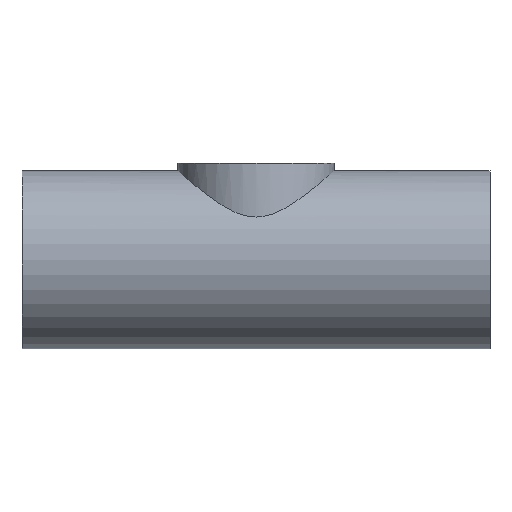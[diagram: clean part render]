
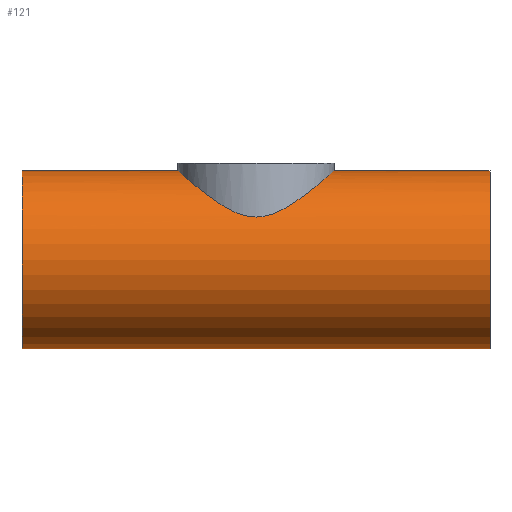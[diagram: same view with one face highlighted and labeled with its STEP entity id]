
A CAD part, front view. The second image highlights one B-rep face of the part: STEP entity #121.
In plain terms, the highlighted cylindrical face has radius 50.8 mm (diameter 101.6 mm), a full revolution.
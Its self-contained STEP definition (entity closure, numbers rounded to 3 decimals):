
#21=FACE_BOUND('',#39,.T.);
#28=FACE_OUTER_BOUND('',#38,.T.);
#38=EDGE_LOOP('',(#104,#105,#106,#107));
#39=EDGE_LOOP('',(#108,#109));
#46=CIRCLE('',#152,50.8);
#47=CIRCLE('',#154,50.8);
#51=LINE('',#350,#55);
#55=VECTOR('',#185,50.8);
#58=B_SPLINE_CURVE_WITH_KNOTS('',3,(#275,#276,#277,#278,#279,#280,#281,
#282,#283,#284,#285,#286,#287,#288,#289,#290,#291,#292),.UNSPECIFIED.,.F.,
 .F.,(4,2,2,2,2,2,2,2,4),(0.,0.953,1.906,2.859,
3.812,4.709,5.606,6.503,7.4),
 .UNSPECIFIED.);
#59=B_SPLINE_CURVE_WITH_KNOTS('',3,(#293,#294,#295,#296,#297,#298,#299,
#300,#301,#302,#303,#304,#305,#306,#307,#308,#309,#310,#311,#312,#313,#314,
#315,#316,#317,#318,#319,#320,#321,#322,#323,#324,#325,#326,#327,#328,#329,
#330,#331,#332,#333,#334,#335,#336,#337,#338,#339,#340,#341,#342),
 .UNSPECIFIED.,.F.,.F.,(4,2,2,2,2,2,2,2,2,2,2,2,2,2,2,2,2,2,2,2,2,2,2,2,
4),(7.4,8.297,9.194,10.091,
10.989,11.942,12.895,13.847,14.8,
15.753,16.706,17.659,18.612,19.509,
20.406,21.304,22.201,23.098,23.995,
24.892,25.789,26.742,27.695,28.648,
29.601),.UNSPECIFIED.);
#66=VERTEX_POINT('',#272);
#67=VERTEX_POINT('',#274);
#68=VERTEX_POINT('',#345);
#69=VERTEX_POINT('',#348);
#79=EDGE_CURVE('',#67,#66,#58,.T.);
#80=EDGE_CURVE('',#66,#67,#59,.T.);
#81=EDGE_CURVE('',#68,#68,#46,.T.);
#82=EDGE_CURVE('',#69,#69,#47,.T.);
#83=EDGE_CURVE('',#69,#68,#51,.T.);
#104=ORIENTED_EDGE('',*,*,#82,.F.);
#105=ORIENTED_EDGE('',*,*,#83,.T.);
#106=ORIENTED_EDGE('',*,*,#81,.F.);
#107=ORIENTED_EDGE('',*,*,#83,.F.);
#108=ORIENTED_EDGE('',*,*,#79,.T.);
#109=ORIENTED_EDGE('',*,*,#80,.T.);
#115=CYLINDRICAL_SURFACE('',#153,50.8);
#121=ADVANCED_FACE('',(#28,#21),#115,.T.);
#152=AXIS2_PLACEMENT_3D('',#346,#179,#180);
#153=AXIS2_PLACEMENT_3D('',#347,#181,#182);
#154=AXIS2_PLACEMENT_3D('',#349,#183,#184);
#179=DIRECTION('center_axis',(-1.,0.,0.));
#180=DIRECTION('ref_axis',(0.,1.,0.));
#181=DIRECTION('center_axis',(1.,0.,0.));
#182=DIRECTION('ref_axis',(0.,1.,0.));
#183=DIRECTION('center_axis',(1.,0.,0.));
#184=DIRECTION('ref_axis',(0.,1.,0.));
#185=DIRECTION('',(-1.,0.,0.));
#272=CARTESIAN_POINT('',(-44.55,0.,50.8));
#274=CARTESIAN_POINT('',(0.,-44.55,24.412));
#275=CARTESIAN_POINT('Ctrl Pts',(0.,-44.55,24.412));
#276=CARTESIAN_POINT('Ctrl Pts',(-3.177,-44.55,24.412));
#277=CARTESIAN_POINT('Ctrl Pts',(-6.211,-44.215,25.042));
#278=CARTESIAN_POINT('Ctrl Pts',(-12.024,-42.999,27.076));
#279=CARTESIAN_POINT('Ctrl Pts',(-14.805,-42.117,28.469));
#280=CARTESIAN_POINT('Ctrl Pts',(-20.117,-39.854,31.559));
#281=CARTESIAN_POINT('Ctrl Pts',(-22.644,-38.472,33.256));
#282=CARTESIAN_POINT('Ctrl Pts',(-27.357,-35.276,36.628));
#283=CARTESIAN_POINT('Ctrl Pts',(-29.541,-33.462,38.304));
#284=CARTESIAN_POINT('Ctrl Pts',(-33.347,-29.656,41.312));
#285=CARTESIAN_POINT('Ctrl Pts',(-35.127,-27.547,42.767));
#286=CARTESIAN_POINT('Ctrl Pts',(-38.334,-22.874,45.439));
#287=CARTESIAN_POINT('Ctrl Pts',(-39.763,-20.308,46.655));
#288=CARTESIAN_POINT('Ctrl Pts',(-42.105,-14.854,48.667));
#289=CARTESIAN_POINT('Ctrl Pts',(-43.022,-11.959,49.464));
#290=CARTESIAN_POINT('Ctrl Pts',(-44.244,-6.027,50.531));
#291=CARTESIAN_POINT('Ctrl Pts',(-44.55,-2.99,50.8));
#292=CARTESIAN_POINT('Ctrl Pts',(-44.55,0.,50.8));
#293=CARTESIAN_POINT('Ctrl Pts',(-44.55,0.,50.8));
#294=CARTESIAN_POINT('Ctrl Pts',(-44.55,2.99,50.8));
#295=CARTESIAN_POINT('Ctrl Pts',(-44.244,6.027,50.531));
#296=CARTESIAN_POINT('Ctrl Pts',(-43.022,11.959,49.464));
#297=CARTESIAN_POINT('Ctrl Pts',(-42.105,14.854,48.667));
#298=CARTESIAN_POINT('Ctrl Pts',(-39.763,20.308,46.655));
#299=CARTESIAN_POINT('Ctrl Pts',(-38.334,22.874,45.439));
#300=CARTESIAN_POINT('Ctrl Pts',(-35.127,27.547,42.767));
#301=CARTESIAN_POINT('Ctrl Pts',(-33.347,29.656,41.312));
#302=CARTESIAN_POINT('Ctrl Pts',(-29.541,33.462,38.304));
#303=CARTESIAN_POINT('Ctrl Pts',(-27.357,35.276,36.628));
#304=CARTESIAN_POINT('Ctrl Pts',(-22.644,38.472,33.256));
#305=CARTESIAN_POINT('Ctrl Pts',(-20.117,39.854,31.559));
#306=CARTESIAN_POINT('Ctrl Pts',(-14.805,42.117,28.469));
#307=CARTESIAN_POINT('Ctrl Pts',(-12.024,42.999,27.076));
#308=CARTESIAN_POINT('Ctrl Pts',(-6.211,44.215,25.042));
#309=CARTESIAN_POINT('Ctrl Pts',(-3.177,44.55,24.412));
#310=CARTESIAN_POINT('Ctrl Pts',(3.177,44.55,24.412));
#311=CARTESIAN_POINT('Ctrl Pts',(6.211,44.215,25.042));
#312=CARTESIAN_POINT('Ctrl Pts',(12.024,42.999,27.076));
#313=CARTESIAN_POINT('Ctrl Pts',(14.805,42.117,28.469));
#314=CARTESIAN_POINT('Ctrl Pts',(20.117,39.854,31.559));
#315=CARTESIAN_POINT('Ctrl Pts',(22.644,38.472,33.256));
#316=CARTESIAN_POINT('Ctrl Pts',(27.357,35.276,36.628));
#317=CARTESIAN_POINT('Ctrl Pts',(29.541,33.462,38.304));
#318=CARTESIAN_POINT('Ctrl Pts',(33.347,29.656,41.312));
#319=CARTESIAN_POINT('Ctrl Pts',(35.127,27.547,42.767));
#320=CARTESIAN_POINT('Ctrl Pts',(38.334,22.874,45.439));
#321=CARTESIAN_POINT('Ctrl Pts',(39.763,20.308,46.655));
#322=CARTESIAN_POINT('Ctrl Pts',(42.105,14.854,48.667));
#323=CARTESIAN_POINT('Ctrl Pts',(43.022,11.959,49.464));
#324=CARTESIAN_POINT('Ctrl Pts',(44.244,6.027,50.531));
#325=CARTESIAN_POINT('Ctrl Pts',(44.55,2.99,50.8));
#326=CARTESIAN_POINT('Ctrl Pts',(44.55,-2.99,50.8));
#327=CARTESIAN_POINT('Ctrl Pts',(44.244,-6.027,50.531));
#328=CARTESIAN_POINT('Ctrl Pts',(43.022,-11.959,49.464));
#329=CARTESIAN_POINT('Ctrl Pts',(42.105,-14.854,48.667));
#330=CARTESIAN_POINT('Ctrl Pts',(39.763,-20.308,46.655));
#331=CARTESIAN_POINT('Ctrl Pts',(38.334,-22.874,45.439));
#332=CARTESIAN_POINT('Ctrl Pts',(35.127,-27.547,42.767));
#333=CARTESIAN_POINT('Ctrl Pts',(33.347,-29.656,41.312));
#334=CARTESIAN_POINT('Ctrl Pts',(29.541,-33.462,38.304));
#335=CARTESIAN_POINT('Ctrl Pts',(27.357,-35.276,36.628));
#336=CARTESIAN_POINT('Ctrl Pts',(22.644,-38.472,33.256));
#337=CARTESIAN_POINT('Ctrl Pts',(20.117,-39.854,31.559));
#338=CARTESIAN_POINT('Ctrl Pts',(14.805,-42.117,28.469));
#339=CARTESIAN_POINT('Ctrl Pts',(12.024,-42.999,27.076));
#340=CARTESIAN_POINT('Ctrl Pts',(6.211,-44.215,25.042));
#341=CARTESIAN_POINT('Ctrl Pts',(3.177,-44.55,24.412));
#342=CARTESIAN_POINT('Ctrl Pts',(0.,-44.55,24.412));
#345=CARTESIAN_POINT('',(-133.4,-50.8,0.));
#346=CARTESIAN_POINT('Origin',(-133.4,0.,0.));
#347=CARTESIAN_POINT('Origin',(0.,0.,0.));
#348=CARTESIAN_POINT('',(133.4,-50.8,0.));
#349=CARTESIAN_POINT('Origin',(133.4,0.,0.));
#350=CARTESIAN_POINT('',(0.,-50.8,0.));
